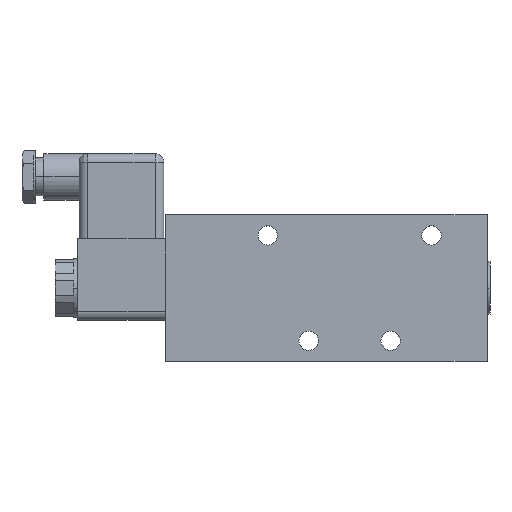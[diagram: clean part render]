
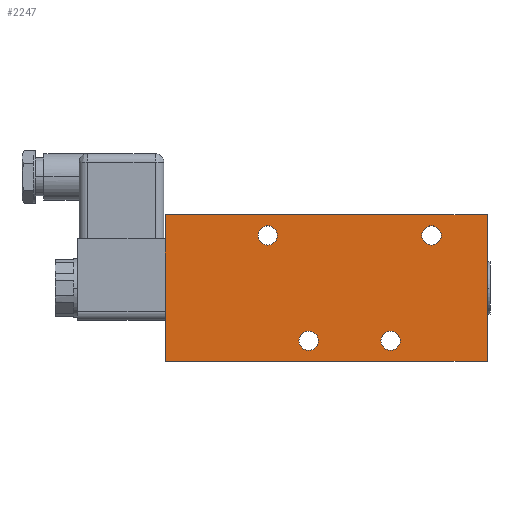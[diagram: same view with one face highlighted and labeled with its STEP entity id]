
A CAD part, top view. The second image highlights one B-rep face of the part: STEP entity #2247.
In plain terms, the highlighted planar face has unit normal (0, 0, 1).
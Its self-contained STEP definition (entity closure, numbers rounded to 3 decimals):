
#4 = AXIS2_PLACEMENT_3D ( 'NONE', #3411, #1193, #2632 ) ;
#18 = CARTESIAN_POINT ( 'NONE',  ( -76., -54., 30. ) ) ;
#27 = CIRCLE ( 'NONE', #3241, 3.3 ) ;
#28 = DIRECTION ( 'NONE',  ( 0., 1., 0. ) ) ;
#44 = EDGE_CURVE ( 'NONE', #527, #1305, #556, .T. ) ;
#56 = DIRECTION ( 'NONE',  ( 0., 0., 1. ) ) ;
#76 = CARTESIAN_POINT ( 'NONE',  ( 15., -11., 30. ) ) ;
#83 = AXIS2_PLACEMENT_3D ( 'NONE', #18, #56, #3419 ) ;
#88 = CARTESIAN_POINT ( 'NONE',  ( 15., -14.3, 30. ) ) ;
#163 = VERTEX_POINT ( 'NONE', #1600 ) ;
#235 = DIRECTION ( 'NONE',  ( 0., 1., 0. ) ) ;
#312 = AXIS2_PLACEMENT_3D ( 'NONE', #2341, #1752, #28 ) ;
#315 = EDGE_CURVE ( 'NONE', #1368, #1258, #1178, .T. ) ;
#343 = EDGE_LOOP ( 'NONE', ( #1828, #518 ) ) ;
#359 = CIRCLE ( 'NONE', #3683, 3.3 ) ;
#394 = DIRECTION ( 'NONE',  ( 0., 0., -1. ) ) ;
#400 = VECTOR ( 'NONE', #1675, 1000. ) ;
#418 = CARTESIAN_POINT ( 'NONE',  ( -27., -43.7, 30. ) ) ;
#480 = CARTESIAN_POINT ( 'NONE',  ( -21., -4., 30. ) ) ;
#489 = EDGE_LOOP ( 'NONE', ( #1129, #2048 ) ) ;
#518 = ORIENTED_EDGE ( 'NONE', *, *, #3224, .T. ) ;
#527 = VERTEX_POINT ( 'NONE', #2904 ) ;
#545 = EDGE_CURVE ( 'NONE', #163, #696, #3262, .T. ) ;
#556 = CIRCLE ( 'NONE', #4, 3.3 ) ;
#565 = VERTEX_POINT ( 'NONE', #418 ) ;
#649 = DIRECTION ( 'NONE',  ( 0., 0., -1. ) ) ;
#693 = CIRCLE ( 'NONE', #3571, 3.3 ) ;
#696 = VERTEX_POINT ( 'NONE', #1868 ) ;
#767 = CARTESIAN_POINT ( 'NONE',  ( 34., -29., 30. ) ) ;
#819 = DIRECTION ( 'NONE',  ( 0., 1., 0. ) ) ;
#859 = EDGE_LOOP ( 'NONE', ( #1063, #1665 ) ) ;
#956 = CARTESIAN_POINT ( 'NONE',  ( 1., -47., 30. ) ) ;
#964 = CARTESIAN_POINT ( 'NONE',  ( -41., -11., 30. ) ) ;
#998 = EDGE_CURVE ( 'NONE', #2339, #565, #359, .T. ) ;
#1029 = FACE_BOUND ( 'NONE', #3018, .T. ) ;
#1036 = CARTESIAN_POINT ( 'NONE',  ( 34., -54., 30. ) ) ;
#1040 = CARTESIAN_POINT ( 'NONE',  ( -76., -54., 30. ) ) ;
#1063 = ORIENTED_EDGE ( 'NONE', *, *, #2536, .T. ) ;
#1082 = ORIENTED_EDGE ( 'NONE', *, *, #2155, .F. ) ;
#1112 = DIRECTION ( 'NONE',  ( 0., 1., 0. ) ) ;
#1124 = CARTESIAN_POINT ( 'NONE',  ( 15., -7.7, 30. ) ) ;
#1129 = ORIENTED_EDGE ( 'NONE', *, *, #1466, .T. ) ;
#1178 = LINE ( 'NONE', #767, #2033 ) ;
#1193 = DIRECTION ( 'NONE',  ( 0., 0., -1. ) ) ;
#1232 = VERTEX_POINT ( 'NONE', #88 ) ;
#1255 = DIRECTION ( 'NONE',  ( 0., 1., 0. ) ) ;
#1258 = VERTEX_POINT ( 'NONE', #2417 ) ;
#1300 = LINE ( 'NONE', #1706, #1785 ) ;
#1305 = VERTEX_POINT ( 'NONE', #3509 ) ;
#1368 = VERTEX_POINT ( 'NONE', #1036 ) ;
#1434 = DIRECTION ( 'NONE',  ( 0., 0., -1. ) ) ;
#1457 = DIRECTION ( 'NONE',  ( 0., 1., 0. ) ) ;
#1461 = PLANE ( 'NONE',  #83 ) ;
#1465 = CIRCLE ( 'NONE', #3050, 3.3 ) ;
#1466 = EDGE_CURVE ( 'NONE', #565, #2339, #2855, .T. ) ;
#1511 = VERTEX_POINT ( 'NONE', #1124 ) ;
#1526 = DIRECTION ( 'NONE',  ( 0., 0., -1. ) ) ;
#1600 = CARTESIAN_POINT ( 'NONE',  ( -41., -14.3, 30. ) ) ;
#1665 = ORIENTED_EDGE ( 'NONE', *, *, #2800, .T. ) ;
#1675 = DIRECTION ( 'NONE',  ( 1., 0., 0. ) ) ;
#1679 = CIRCLE ( 'NONE', #2519, 3.3 ) ;
#1695 = CARTESIAN_POINT ( 'NONE',  ( -27., -47., 30. ) ) ;
#1706 = CARTESIAN_POINT ( 'NONE',  ( -76., -29., 30. ) ) ;
#1752 = DIRECTION ( 'NONE',  ( 0., 0., -1. ) ) ;
#1785 = VECTOR ( 'NONE', #235, 1000. ) ;
#1828 = ORIENTED_EDGE ( 'NONE', *, *, #44, .T. ) ;
#1830 = CARTESIAN_POINT ( 'NONE',  ( -76., -4., 30. ) ) ;
#1868 = CARTESIAN_POINT ( 'NONE',  ( -41., -7.7, 30. ) ) ;
#1939 = LINE ( 'NONE', #480, #2907 ) ;
#2033 = VECTOR ( 'NONE', #819, 1000. ) ;
#2048 = ORIENTED_EDGE ( 'NONE', *, *, #998, .T. ) ;
#2155 = EDGE_CURVE ( 'NONE', #2454, #3270, #1300, .T. ) ;
#2247 = ADVANCED_FACE ( 'NONE', ( #2552, #1029, #3108, #2462, #2381 ), #1461, .T. ) ;
#2297 = CARTESIAN_POINT ( 'NONE',  ( 15., -11., 30. ) ) ;
#2308 = ORIENTED_EDGE ( 'NONE', *, *, #2563, .F. ) ;
#2339 = VERTEX_POINT ( 'NONE', #2676 ) ;
#2341 = CARTESIAN_POINT ( 'NONE',  ( -41., -11., 30. ) ) ;
#2381 = FACE_OUTER_BOUND ( 'NONE', #3326, .T. ) ;
#2399 = DIRECTION ( 'NONE',  ( 0., 1., 0. ) ) ;
#2417 = CARTESIAN_POINT ( 'NONE',  ( 34., -4., 30. ) ) ;
#2454 = VERTEX_POINT ( 'NONE', #1040 ) ;
#2462 = FACE_BOUND ( 'NONE', #489, .T. ) ;
#2493 = DIRECTION ( 'NONE',  ( 1., 0., 0. ) ) ;
#2519 = AXIS2_PLACEMENT_3D ( 'NONE', #2297, #1434, #2575 ) ;
#2536 = EDGE_CURVE ( 'NONE', #1511, #1232, #1679, .T. ) ;
#2552 = FACE_BOUND ( 'NONE', #859, .T. ) ;
#2561 = ORIENTED_EDGE ( 'NONE', *, *, #2932, .T. ) ;
#2563 = EDGE_CURVE ( 'NONE', #3270, #1258, #1939, .T. ) ;
#2575 = DIRECTION ( 'NONE',  ( 0., 1., 0. ) ) ;
#2609 = CARTESIAN_POINT ( 'NONE',  ( -27., -47., 30. ) ) ;
#2632 = DIRECTION ( 'NONE',  ( 0., 1., 0. ) ) ;
#2647 = LINE ( 'NONE', #3663, #400 ) ;
#2652 = DIRECTION ( 'NONE',  ( 0., 1., 0. ) ) ;
#2676 = CARTESIAN_POINT ( 'NONE',  ( -27., -50.3, 30. ) ) ;
#2800 = EDGE_CURVE ( 'NONE', #1232, #1511, #693, .T. ) ;
#2811 = DIRECTION ( 'NONE',  ( 0., 0., -1. ) ) ;
#2855 = CIRCLE ( 'NONE', #3045, 3.3 ) ;
#2904 = CARTESIAN_POINT ( 'NONE',  ( 1., -43.7, 30. ) ) ;
#2907 = VECTOR ( 'NONE', #2493, 1000. ) ;
#2932 = EDGE_CURVE ( 'NONE', #2454, #1368, #2647, .T. ) ;
#3018 = EDGE_LOOP ( 'NONE', ( #3637, #3458 ) ) ;
#3045 = AXIS2_PLACEMENT_3D ( 'NONE', #1695, #2811, #1112 ) ;
#3050 = AXIS2_PLACEMENT_3D ( 'NONE', #964, #394, #2399 ) ;
#3108 = FACE_BOUND ( 'NONE', #343, .T. ) ;
#3158 = DIRECTION ( 'NONE',  ( 0., 0., -1. ) ) ;
#3181 = EDGE_CURVE ( 'NONE', #696, #163, #1465, .T. ) ;
#3224 = EDGE_CURVE ( 'NONE', #1305, #527, #27, .T. ) ;
#3241 = AXIS2_PLACEMENT_3D ( 'NONE', #956, #1526, #1255 ) ;
#3262 = CIRCLE ( 'NONE', #312, 3.3 ) ;
#3270 = VERTEX_POINT ( 'NONE', #1830 ) ;
#3326 = EDGE_LOOP ( 'NONE', ( #2561, #3446, #2308, #1082 ) ) ;
#3411 = CARTESIAN_POINT ( 'NONE',  ( 1., -47., 30. ) ) ;
#3419 = DIRECTION ( 'NONE',  ( 1., 0., 0. ) ) ;
#3446 = ORIENTED_EDGE ( 'NONE', *, *, #315, .T. ) ;
#3458 = ORIENTED_EDGE ( 'NONE', *, *, #545, .T. ) ;
#3509 = CARTESIAN_POINT ( 'NONE',  ( 1., -50.3, 30. ) ) ;
#3571 = AXIS2_PLACEMENT_3D ( 'NONE', #76, #649, #2652 ) ;
#3637 = ORIENTED_EDGE ( 'NONE', *, *, #3181, .T. ) ;
#3663 = CARTESIAN_POINT ( 'NONE',  ( -21., -54., 30. ) ) ;
#3683 = AXIS2_PLACEMENT_3D ( 'NONE', #2609, #3158, #1457 ) ;
